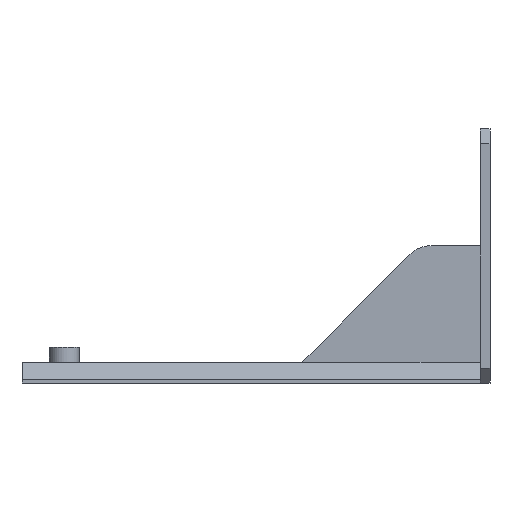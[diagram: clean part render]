
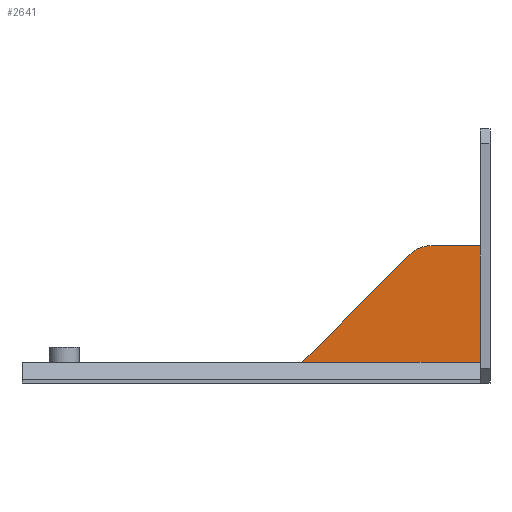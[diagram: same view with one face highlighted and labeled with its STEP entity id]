
A CAD part, front view. The second image highlights one B-rep face of the part: STEP entity #2641.
In plain terms, the highlighted planar face has unit normal (0, -1, 0).
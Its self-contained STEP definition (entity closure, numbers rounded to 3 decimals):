
#215=CIRCLE('',#2900,6.);
#357=FACE_OUTER_BOUND('',#514,.T.);
#514=EDGE_LOOP('',(#2260,#2261,#2262,#2263,#2264));
#766=LINE('',#4468,#1023);
#769=LINE('',#4475,#1026);
#773=LINE('',#4486,#1030);
#774=LINE('',#4487,#1031);
#1023=VECTOR('',#3596,10.);
#1026=VECTOR('',#3601,10.);
#1030=VECTOR('',#3613,10.);
#1031=VECTOR('',#3614,10.);
#1205=VERTEX_POINT('',#4230);
#1274=VERTEX_POINT('',#4467);
#1276=VERTEX_POINT('',#4473);
#1277=VERTEX_POINT('',#4474);
#1280=VERTEX_POINT('',#4485);
#1632=EDGE_CURVE('',#1274,#1205,#766,.T.);
#1635=EDGE_CURVE('',#1276,#1277,#769,.T.);
#1639=EDGE_CURVE('',#1276,#1274,#215,.T.);
#1641=EDGE_CURVE('',#1280,#1205,#773,.T.);
#1642=EDGE_CURVE('',#1277,#1280,#774,.T.);
#2260=ORIENTED_EDGE('',*,*,#1639,.T.);
#2261=ORIENTED_EDGE('',*,*,#1632,.T.);
#2262=ORIENTED_EDGE('',*,*,#1641,.F.);
#2263=ORIENTED_EDGE('',*,*,#1642,.F.);
#2264=ORIENTED_EDGE('',*,*,#1635,.F.);
#2502=PLANE('',#2902);
#2641=ADVANCED_FACE('',(#357),#2502,.T.);
#2900=AXIS2_PLACEMENT_3D('',#4482,#3607,#3608);
#2902=AXIS2_PLACEMENT_3D('',#4484,#3611,#3612);
#3596=DIRECTION('',(-0.707,0.,-0.707));
#3601=DIRECTION('',(1.,0.,0.));
#3607=DIRECTION('center_axis',(0.,-1.,0.));
#3608=DIRECTION('ref_axis',(0.,0.,
1.));
#3611=DIRECTION('center_axis',(0.,-1.,0.));
#3612=DIRECTION('ref_axis',(0.,0.,1.));
#3613=DIRECTION('',(-1.,0.,0.));
#3614=DIRECTION('',(0.,0.,-1.));
#4230=CARTESIAN_POINT('',(55.667,-75.885,7.167));
#4467=CARTESIAN_POINT('',(77.323,-75.885,28.824));
#4468=CARTESIAN_POINT('',(77.323,-75.885,28.824));
#4473=CARTESIAN_POINT('',(81.563,-75.885,30.581));
#4474=CARTESIAN_POINT('',(91.4,-75.885,30.586));
#4475=CARTESIAN_POINT('',(81.563,-75.885,30.581));
#4482=CARTESIAN_POINT('Origin',(81.566,-75.885,24.581));
#4484=CARTESIAN_POINT('Origin',(46.45,-75.885,28.504));
#4485=CARTESIAN_POINT('',(91.4,-75.885,7.167));
#4486=CARTESIAN_POINT('',(91.4,-75.885,7.167));
#4487=CARTESIAN_POINT('',(91.4,-75.885,28.504));
